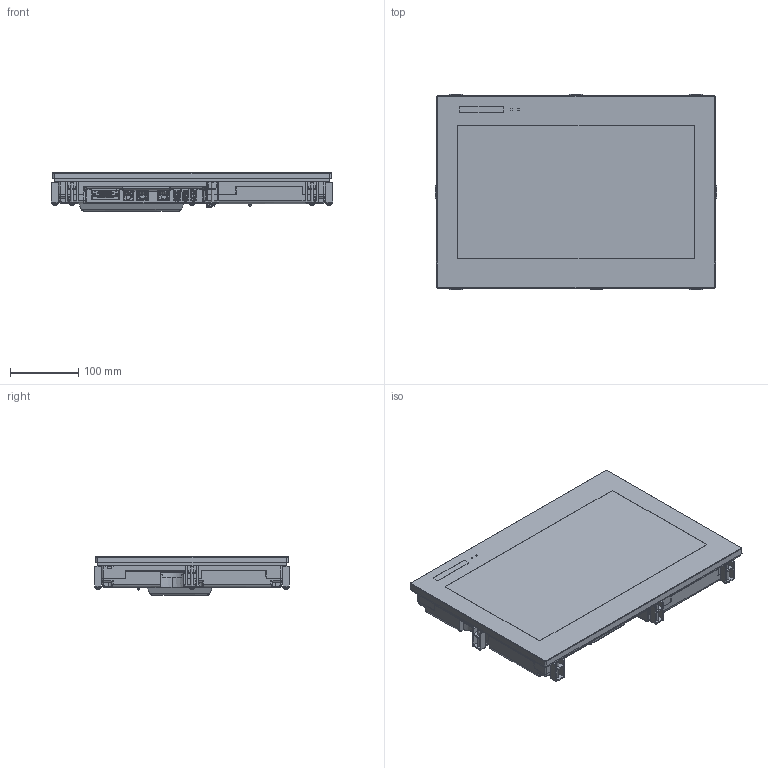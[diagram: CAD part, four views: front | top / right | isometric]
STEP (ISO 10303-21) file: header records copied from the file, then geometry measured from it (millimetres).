
FILE_DESCRIPTION (( 'STEP AP214' ), '1' );
FILE_NAME ('CM5-T15W_REV4.STEP', '2023-03-08T20:17:31', ( '' ), ( '' ), 'SwSTEP 2.0', 'SolidWorks 2021', '' );
FILE_SCHEMA (( 'AUTOMOTIVE_DESIGN' ));
Products named in the file (1): CM5-T15W_REV4
Bounding box: 410.8 x 284.7 x 56.93 mm (x, y, z)
Volume: 4617988.2 mm3; surface area: 363032.8 mm2
Topology: 4 solids, 19 shells, 4552 faces, 13225 edges, 8617 vertices
Faces by surface type: plane 2982, cylinder 1200, bspline 126, torus 105, cone 98, sphere 41
Full cylindrical faces by diameter (mm): 2.54 x2, 3.513 x7, 4 x16, 4.17 x3, 8.293 x1
Entity records: 165194 total; most frequent: CARTESIAN_POINT 46505, ORIENTED_EDGE 26356, DIRECTION 22640, EDGE_CURVE 13178, VECTOR 9410, LINE 9410, VERTEX_POINT 8610, AXIS2_PLACEMENT_3D 6615
